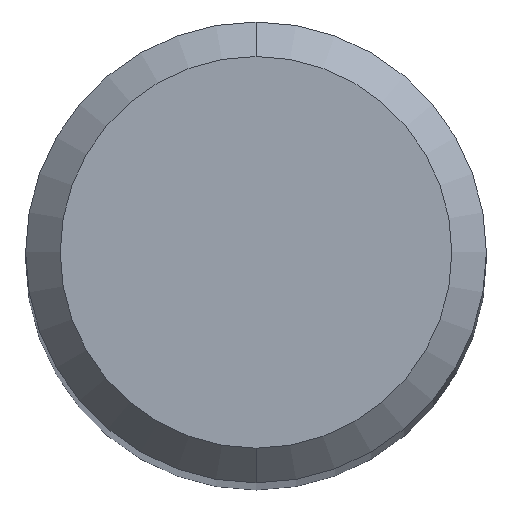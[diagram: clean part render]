
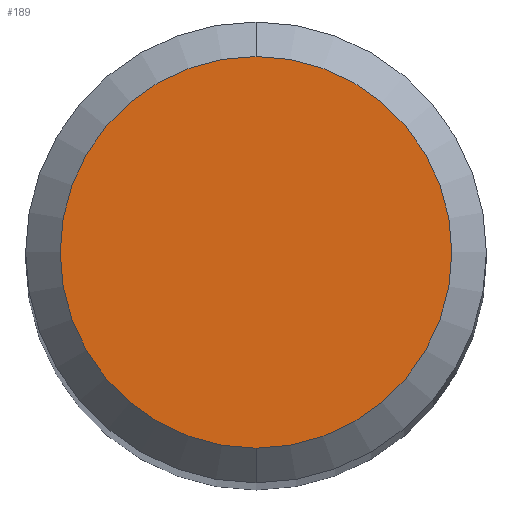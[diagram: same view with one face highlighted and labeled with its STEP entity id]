
A CAD part, top view. The second image highlights one B-rep face of the part: STEP entity #189.
In plain terms, the highlighted planar face has unit normal (0, 0, 1).
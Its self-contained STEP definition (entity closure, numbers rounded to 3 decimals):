
#189=ADVANCED_FACE('',(#499),#500,.T.);
#311=EDGE_CURVE('',#449,#459,#636,.T.);
#315=EDGE_CURVE('',#459,#449,#640,.T.);
#449=VERTEX_POINT('',#785);
#459=VERTEX_POINT('',#796);
#499=FACE_OUTER_BOUND('',#834,.T.);
#500=PLANE('',#835);
#636=CIRCLE('',#1106,1.7);
#640=CIRCLE('',#1111,1.7);
#785=CARTESIAN_POINT('',(0.0,1.7,0.0));
#796=CARTESIAN_POINT('',(0.,-1.7,0.0));
#834=EDGE_LOOP('',(#1472,#1473));
#835=AXIS2_PLACEMENT_3D('',#1474,#1475,#1476);
#1106=AXIS2_PLACEMENT_3D('',#1620,#1621,#1622);
#1111=AXIS2_PLACEMENT_3D('',#1623,#1624,#1625);
#1472=ORIENTED_EDGE('',*,*,#311,.F.);
#1473=ORIENTED_EDGE('',*,*,#315,.F.);
#1474=CARTESIAN_POINT('',(0.0,0.85,0.0));
#1475=DIRECTION('',(-0.0,0.0,1.0));
#1476=DIRECTION('',(0.0,-1.0,0.0));
#1620=CARTESIAN_POINT('',(0.0,0.0,0.0));
#1621=DIRECTION('',(0.0,0.0,-1.0));
#1622=DIRECTION('',(0.0,1.0,0.0));
#1623=CARTESIAN_POINT('',(0.0,0.0,0.0));
#1624=DIRECTION('',(0.0,0.0,-1.0));
#1625=DIRECTION('',(0.0,1.0,0.0));
